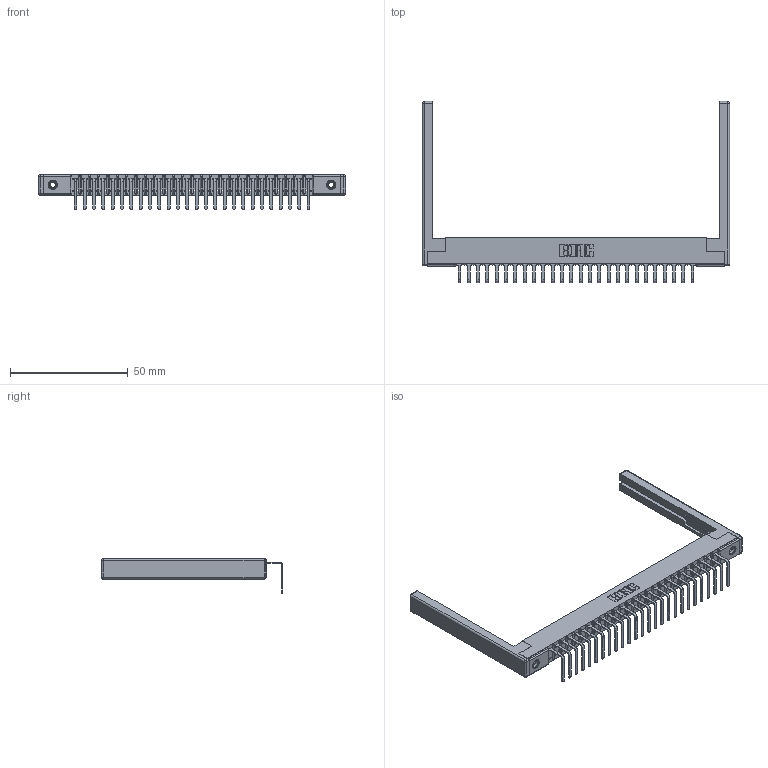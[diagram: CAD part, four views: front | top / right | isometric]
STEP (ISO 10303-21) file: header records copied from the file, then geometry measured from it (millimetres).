
FILE_DESCRIPTION (( 'STEP AP203' ), '1' );
FILE_NAME ('307-026-558-168.STEP', '2019-09-04T13:57:15', ( '' ), ( '' ), 'SwSTEP 2.0', 'SolidWorks 2016', '' );
FILE_SCHEMA (( 'CONFIG_CONTROL_DESIGN' ));
Length unit declared in the file: inch
Products named in the file (5): 307-290-001_558 - 2 (Single); 307-220-068; 307 Part_.156 Dia Mounting Holes; 345-250-001_345-250-001-102; 307-026-558-168
Assembly tree (31 placements, depth 2):
  307-026-558-168
    307 Part_.156 Dia Mounting Holes
    307-290-001_558 - 2 (Single)  x26
    307-220-068  x2
    345-250-001_345-250-001-102  x2
Bounding box: 130.45 x 76.92 x 14.81 mm (x, y, z)
Volume: 12915.8 mm3; surface area: 17927.7 mm2
Topology: 31 solids, 31 shells, 1859 faces, 5237 edges, 3362 vertices
Faces by surface type: plane 1172, cylinder 609, sphere 62, cone 12, torus 4
Entity records: 27125 total; most frequent: CARTESIAN_POINT 4529, ORIENTED_EDGE 4504, DIRECTION 4432, EDGE_CURVE 2252, LINE 1718, VECTOR 1718, VERTEX_POINT 1454, AXIS2_PLACEMENT_3D 1357
